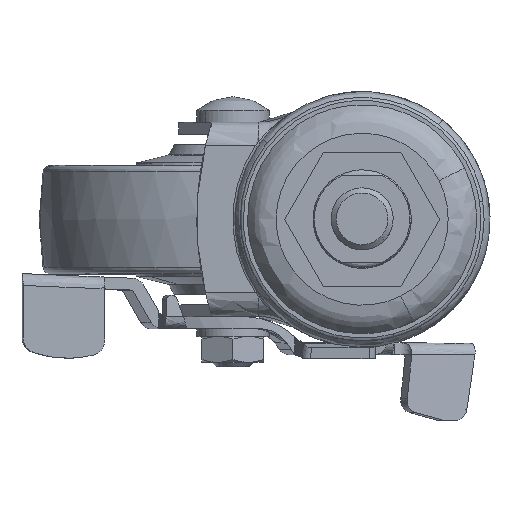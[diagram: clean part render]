
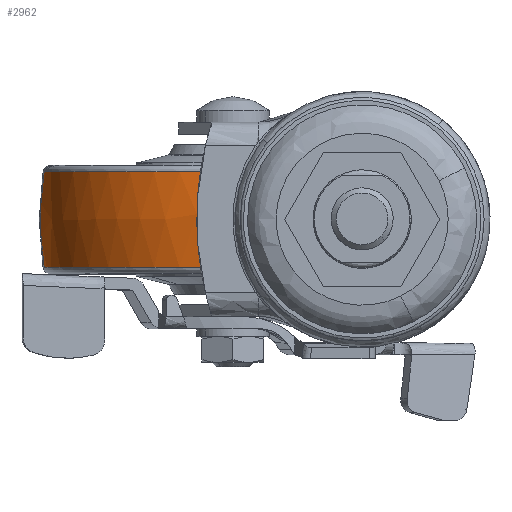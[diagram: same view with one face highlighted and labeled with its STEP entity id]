
A CAD part, top view. The second image highlights one B-rep face of the part: STEP entity #2962.
In plain terms, the highlighted free-form (B-spline) face has degree [2, 2] with [5, 5] control points.
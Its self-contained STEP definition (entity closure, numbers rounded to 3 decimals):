
#2047=CARTESIAN_POINT('',(-61.296,9.231,-51.518));
#2048=VERTEX_POINT('',#2047);
#2059=CARTESIAN_POINT('',(-25.0,9.231,-20.715));
#2060=VERTEX_POINT('',#2059);
#2061=CARTESIAN_POINT('',(-25.0,9.231,-20.715));
#2062=CARTESIAN_POINT('',(-27.225,9.231,-20.714));
#2063=CARTESIAN_POINT('',(-31.269,9.231,-21.083));
#2064=CARTESIAN_POINT('',(-36.763,9.231,-22.519));
#2065=CARTESIAN_POINT('',(-41.376,9.231,-24.446));
#2066=CARTESIAN_POINT('',(-45.234,9.231,-26.681));
#2067=CARTESIAN_POINT('',(-49.077,9.231,-29.545));
#2068=CARTESIAN_POINT('',(-52.612,9.231,-32.99));
#2069=CARTESIAN_POINT('',(-55.802,9.231,-37.187));
#2070=CARTESIAN_POINT('',(-58.398,9.231,-41.772));
#2071=CARTESIAN_POINT('',(-60.255,9.231,-46.565));
#2072=CARTESIAN_POINT('',(-61.044,9.231,-49.988));
#2073=CARTESIAN_POINT('',(-61.296,9.231,-51.518));
#2074=B_SPLINE_CURVE_WITH_KNOTS('',3,(#2061,#2062,#2063,#2064,#2065,#2066,#2067,#2068,#2069,#2070,#2071,#2072,#2073),.UNSPECIFIED.,.F.,.U.,(4,1,1,1,1,1,1,1,1,1,4),(0.,6.674,12.134,16.988,21.64,25.482,31.347,36.403,41.257,47.122,51.773),.UNSPECIFIED.);
#2075=EDGE_CURVE('',#2060,#2048,#2074,.T.);
#2168=CARTESIAN_POINT('',(-61.54,9.231,-53.253));
#2169=VERTEX_POINT('',#2168);
#2187=CARTESIAN_POINT('',(-61.296,9.231,-51.518));
#2188=CARTESIAN_POINT('',(-61.391,9.231,-52.094));
#2189=CARTESIAN_POINT('',(-61.472,9.231,-52.673));
#2190=CARTESIAN_POINT('',(-61.54,9.231,-53.253));
#2191=B_SPLINE_CURVE_WITH_KNOTS('',3,(#2187,#2188,#2189,#2190),.UNSPECIFIED.,.F.,.U.,(4,4),(0.,1.753),.UNSPECIFIED.);
#2192=EDGE_CURVE('',#2048,#2169,#2191,.T.);
#2402=CARTESIAN_POINT('',(-25.0,-9.231,-20.715));
#2403=VERTEX_POINT('',#2402);
#2420=CARTESIAN_POINT('',(-61.54,-9.231,-53.253));
#2421=VERTEX_POINT('',#2420);
#2422=CARTESIAN_POINT('',(-25.0,-9.231,-20.715));
#2423=CARTESIAN_POINT('',(-27.439,-9.231,-20.714));
#2424=CARTESIAN_POINT('',(-32.039,-9.231,-21.174));
#2425=CARTESIAN_POINT('',(-37.944,-9.231,-22.917));
#2426=CARTESIAN_POINT('',(-43.51,-9.231,-25.521));
#2427=CARTESIAN_POINT('',(-48.425,-9.231,-28.881));
#2428=CARTESIAN_POINT('',(-52.655,-9.231,-33.055));
#2429=CARTESIAN_POINT('',(-55.656,-9.231,-37.002));
#2430=CARTESIAN_POINT('',(-58.293,-9.231,-41.526));
#2431=CARTESIAN_POINT('',(-60.433,-9.231,-46.927));
#2432=CARTESIAN_POINT('',(-61.298,-9.231,-51.176));
#2433=CARTESIAN_POINT('',(-61.54,-9.231,-53.253));
#2434=B_SPLINE_CURVE_WITH_KNOTS('',3,(#2422,#2423,#2424,#2425,#2426,#2427,#2428,#2429,#2430,#2431,#2432,#2433),.UNSPECIFIED.,.F.,.U.,(4,1,1,1,1,1,1,1,1,4),(0.,7.318,13.8,18.4,25.718,31.572,36.172,40.563,47.253,53.526),.UNSPECIFIED.);
#2435=EDGE_CURVE('',#2403,#2421,#2434,.T.);
#2899=CARTESIAN_POINT('',(-25.0,-9.231,-20.715));
#2900=CARTESIAN_POINT('',(-25.,-6.56,-20.299));
#2901=CARTESIAN_POINT('',(-25.,-0.391,-19.762));
#2902=CARTESIAN_POINT('',(-25.,5.797,-20.18));
#2903=CARTESIAN_POINT('',(-25.0,9.231,-20.715));
#2904=B_SPLINE_CURVE_WITH_KNOTS('',3,(#2899,#2900,#2901,#2902,#2903),.UNSPECIFIED.,.F.,.U.,(4,1,4),(0.,8.109,18.535),.UNSPECIFIED.);
#2905=EDGE_CURVE('',#2403,#2060,#2904,.T.);
#2911=CARTESIAN_POINT('',(-61.54,-9.231,-53.253));
#2912=CARTESIAN_POINT('',(-62.041,-5.988,-53.195));
#2913=CARTESIAN_POINT('',(-62.486,0.195,-53.143));
#2914=CARTESIAN_POINT('',(-61.982,6.369,-53.201));
#2915=CARTESIAN_POINT('',(-61.54,9.231,-53.253));
#2916=B_SPLINE_CURVE_WITH_KNOTS('',3,(#2911,#2912,#2913,#2914,#2915),.UNSPECIFIED.,.F.,.U.,(4,1,4),(0.,9.847,18.535),.UNSPECIFIED.);
#2917=EDGE_CURVE('',#2421,#2169,#2916,.T.);
#2922=CARTESIAN_POINT('',(-24.762,-10.164,-20.867));
#2923=CARTESIAN_POINT('',(-24.757,-5.119,-20.));
#2924=CARTESIAN_POINT('',(-24.757,0.,-20.));
#2925=CARTESIAN_POINT('',(-24.757,5.119,-20.));
#2926=CARTESIAN_POINT('',(-24.762,10.164,-20.867));
#2927=CARTESIAN_POINT('',(-24.881,-10.164,-20.867));
#2928=CARTESIAN_POINT('',(-24.878,-5.119,-20.));
#2929=CARTESIAN_POINT('',(-24.878,0.,-20.));
#2930=CARTESIAN_POINT('',(-24.878,5.119,-20.));
#2931=CARTESIAN_POINT('',(-24.881,10.164,-20.867));
#2932=CARTESIAN_POINT('',(-57.621,-10.164,-20.867));
#2933=CARTESIAN_POINT('',(-58.393,-5.119,-20.));
#2934=CARTESIAN_POINT('',(-58.393,0.,-20.));
#2935=CARTESIAN_POINT('',(-58.393,5.119,-20.));
#2936=CARTESIAN_POINT('',(-57.621,10.164,-20.867));
#2937=CARTESIAN_POINT('',(-61.402,-10.164,-53.394));
#2938=CARTESIAN_POINT('',(-62.264,-5.119,-53.297));
#2939=CARTESIAN_POINT('',(-62.264,0.,-53.297));
#2940=CARTESIAN_POINT('',(-62.264,5.119,-53.297));
#2941=CARTESIAN_POINT('',(-61.402,10.164,-53.394));
#2942=CARTESIAN_POINT('',(-61.417,-10.164,-53.517));
#2943=CARTESIAN_POINT('',(-62.279,-5.119,-53.423));
#2944=CARTESIAN_POINT('',(-62.279,0.,-53.423));
#2945=CARTESIAN_POINT('',(-62.279,5.119,-53.423));
#2946=CARTESIAN_POINT('',(-61.417,10.164,-53.517));
#2954=(BOUNDED_SURFACE()B_SPLINE_SURFACE(2,2,((#2922,#2927,#2932,#2937,#2942),(#2923,#2928,#2933,#2938,#2943),(#2924,#2929,#2934,#2939,#2944),(#2925,#2930,#2935,#2940,#2945),(#2926,#2931,#2936,#2941,#2946)),.UNSPECIFIED.,.F.,.F.,.U.)B_SPLINE_SURFACE_WITH_KNOTS((3,2,3),(3,1,1,3),(0.0,10.429,20.858),(0.0,0.285,57.384,57.67),.UNSPECIFIED.)GEOMETRIC_REPRESENTATION_ITEM()RATIONAL_B_SPLINE_SURFACE(((0.959,0.958,0.699,0.917,0.918),(0.977,0.976,0.712,0.934,0.935),(1.003,1.001,0.731,0.958,0.959),(0.977,0.976,0.712,0.934,0.935),(0.959,0.958,0.699,0.917,0.918)))REPRESENTATION_ITEM('')SURFACE());
#2955=ORIENTED_EDGE('',*,*,#2075,.T.);
#2956=ORIENTED_EDGE('',*,*,#2192,.T.);
#2957=ORIENTED_EDGE('',*,*,#2917,.F.);
#2958=ORIENTED_EDGE('',*,*,#2435,.F.);
#2959=ORIENTED_EDGE('',*,*,#2905,.T.);
#2960=EDGE_LOOP('',(#2955,#2956,#2957,#2958,#2959));
#2961=FACE_OUTER_BOUND('',#2960,.T.);
#2962=ADVANCED_FACE('',(#2961),#2954,.T.);
